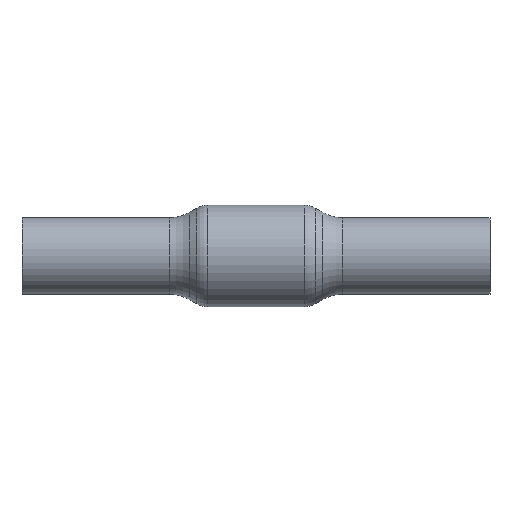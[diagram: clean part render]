
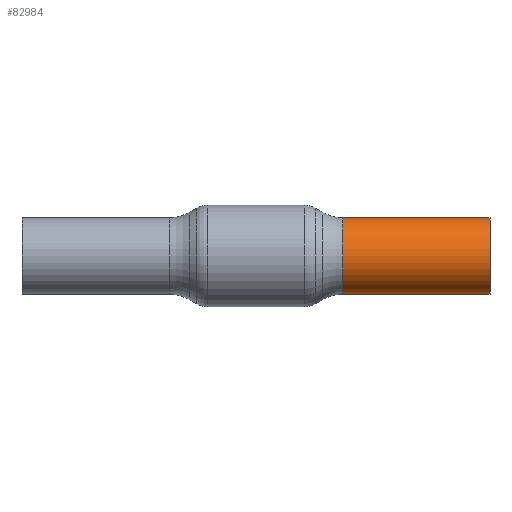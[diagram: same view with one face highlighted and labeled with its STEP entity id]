
A CAD part, front view. The second image highlights one B-rep face of the part: STEP entity #82984.
In plain terms, the highlighted cylindrical face has radius 21.2 mm (diameter 42.4 mm), a partial arc.
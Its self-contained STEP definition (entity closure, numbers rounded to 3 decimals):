
#40 = CARTESIAN_POINT ( 'NONE',  ( 130., 0., 21.2 ) ) ;
#3400 = CYLINDRICAL_SURFACE ( 'NONE', #85403, 21.2 ) ;
#4167 = DIRECTION ( 'NONE',  ( 0., 0., 1. ) ) ;
#6915 = CARTESIAN_POINT ( 'NONE',  ( -62.69, 0., -21.2 ) ) ;
#9870 = ORIENTED_EDGE ( 'NONE', *, *, #84627, .T. ) ;
#15709 = FACE_OUTER_BOUND ( 'NONE', #59983, .T. ) ;
#16106 = DIRECTION ( 'NONE',  ( -1., 0., 0. ) ) ;
#17599 = EDGE_CURVE ( 'NONE', #44374, #41448, #77896, .T. ) ;
#19200 = CARTESIAN_POINT ( 'NONE',  ( -62.69, 0., 0. ) ) ;
#20817 = VERTEX_POINT ( 'NONE', #40 ) ;
#21822 = CARTESIAN_POINT ( 'NONE',  ( 130., 0., -21.2 ) ) ;
#24712 = CARTESIAN_POINT ( 'NONE',  ( 48.106, 0., -21.2 ) ) ;
#26893 = CIRCLE ( 'NONE', #59973, 21.2 ) ;
#29877 = CARTESIAN_POINT ( 'NONE',  ( 48.106, 0., 0. ) ) ;
#31644 = ORIENTED_EDGE ( 'NONE', *, *, #17599, .F. ) ;
#39101 = EDGE_CURVE ( 'NONE', #20817, #39561, #26893, .T. ) ;
#39561 = VERTEX_POINT ( 'NONE', #21822 ) ;
#41448 = VERTEX_POINT ( 'NONE', #57347 ) ;
#41496 = DIRECTION ( 'NONE',  ( -1., 0., 0. ) ) ;
#44374 = VERTEX_POINT ( 'NONE', #24712 ) ;
#44899 = EDGE_CURVE ( 'NONE', #39561, #44374, #45440, .T. ) ;
#45440 = LINE ( 'NONE', #6915, #79031 ) ;
#50922 = CARTESIAN_POINT ( 'NONE',  ( 130., 0., 0. ) ) ;
#54784 = DIRECTION ( 'NONE',  ( -1., 0., 0. ) ) ;
#57347 = CARTESIAN_POINT ( 'NONE',  ( 48.106, 0., 21.2 ) ) ;
#57828 = DIRECTION ( 'NONE',  ( 0., 0., -1. ) ) ;
#59973 = AXIS2_PLACEMENT_3D ( 'NONE', #50922, #65631, #57828 ) ;
#59983 = EDGE_LOOP ( 'NONE', ( #66153, #69363, #9870, #31644 ) ) ;
#65631 = DIRECTION ( 'NONE',  ( 1., 0., 0. ) ) ;
#66153 = ORIENTED_EDGE ( 'NONE', *, *, #44899, .F. ) ;
#66687 = AXIS2_PLACEMENT_3D ( 'NONE', #29877, #16106, #86826 ) ;
#69363 = ORIENTED_EDGE ( 'NONE', *, *, #39101, .F. ) ;
#70275 = CARTESIAN_POINT ( 'NONE',  ( -62.69, 0., 21.2 ) ) ;
#71006 = DIRECTION ( 'NONE',  ( -1., 0., 0. ) ) ;
#77896 = CIRCLE ( 'NONE', #66687, 21.2 ) ;
#79031 = VECTOR ( 'NONE', #71006, 1000. ) ;
#82984 = ADVANCED_FACE ( 'NONE', ( #15709 ), #3400, .T. ) ;
#84627 = EDGE_CURVE ( 'NONE', #20817, #41448, #91778, .T. ) ;
#85403 = AXIS2_PLACEMENT_3D ( 'NONE', #19200, #54784, #4167 ) ;
#86826 = DIRECTION ( 'NONE',  ( 0., 0., 1. ) ) ;
#88438 = VECTOR ( 'NONE', #41496, 1000. ) ;
#91778 = LINE ( 'NONE', #70275, #88438 ) ;
